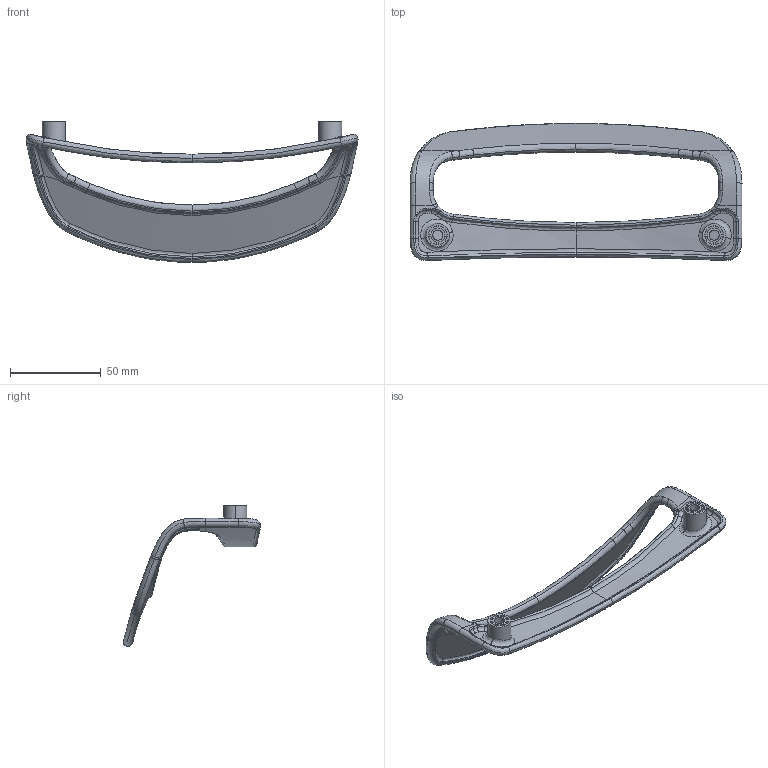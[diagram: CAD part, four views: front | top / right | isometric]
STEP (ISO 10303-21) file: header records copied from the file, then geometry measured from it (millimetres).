
FILE_DESCRIPTION (( 'STEP AP203' ), '1' );
FILE_NAME ('Handle - Megumi.STEP', '2020-02-18T21:45:54', ( '' ), ( '' ), 'SwSTEP 2.0', 'SolidWorks 2020', '' );
FILE_SCHEMA (( 'CONFIG_CONTROL_DESIGN' ));
Length unit declared in the file: inch
Products named in the file (1): Handle - Megumi
Bounding box: 183.07 x 75.71 x 77.73 mm (x, y, z)
Volume: 41428.7 mm3; surface area: 27889.3 mm2
Topology: 1 solids, 1 shells, 270 faces, 640 edges, 390 vertices
Faces by surface type: bspline 156, cylinder 72, plane 34, cone 4, torus 4
Entity records: 17164 total; most frequent: CARTESIAN_POINT 12170, ORIENTED_EDGE 1280, EDGE_CURVE 640, DIRECTION 632, VERTEX_POINT 390, B_SPLINE_CURVE_WITH_KNOTS 358, EDGE_LOOP 290, FACE_OUTER_BOUND 270
